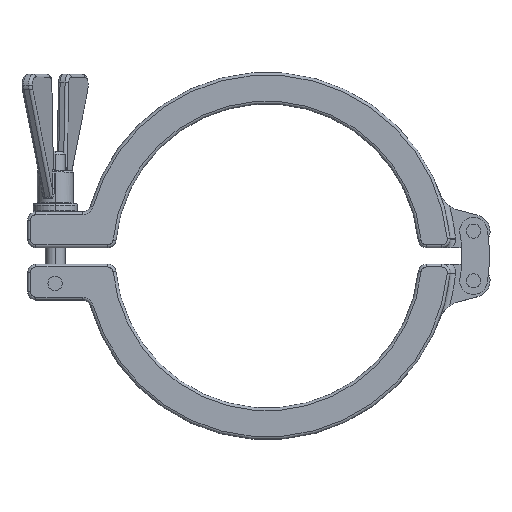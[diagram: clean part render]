
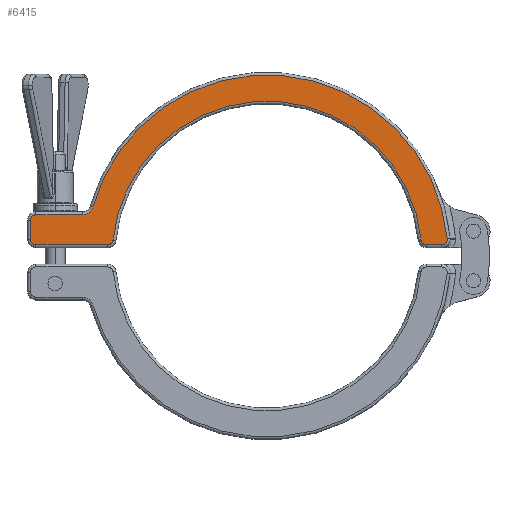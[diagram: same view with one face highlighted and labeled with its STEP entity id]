
A CAD part, top view. The second image highlights one B-rep face of the part: STEP entity #6415.
In plain terms, the highlighted planar face has unit normal (0, 0, 1).
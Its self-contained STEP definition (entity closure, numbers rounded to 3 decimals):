
#4748 = CARTESIAN_POINT ( 'NONE',  ( -84., 13., 8.5 ) ) ;
#4749 = PLANE ( 'NONE',  #4798 ) ;
#4750 = FACE_OUTER_BOUND ( 'NONE', #7035, .T. ) ;
#4796 = DIRECTION ( 'NONE',  ( -1., 0., 0. ) ) ;
#4797 = DIRECTION ( 'NONE',  ( 0., 0., -1. ) ) ;
#4798 = AXIS2_PLACEMENT_3D ( 'NONE', #4748, #4797, #4796 ) ;
#6415 = ADVANCED_FACE ( 'NONE', ( #4750 ), #4749, .F. ) ;
#7035 = EDGE_LOOP ( 'NONE', ( #7098, #7102, #7105, #7108, #7111, #7084, #7087, #7090, #7093, #7096, #7158, #7161 ) ) ;
#7083 = VERTEX_POINT ( 'NONE', #10322 ) ;
#7084 = ORIENTED_EDGE ( 'NONE', *, *, #7085, .T. ) ;
#7085 = EDGE_CURVE ( 'NONE', #7083, #7086, #10321, .T. ) ;
#7086 = VERTEX_POINT ( 'NONE', #10316 ) ;
#7087 = ORIENTED_EDGE ( 'NONE', *, *, #7088, .T. ) ;
#7088 = EDGE_CURVE ( 'NONE', #7086, #7089, #10315, .T. ) ;
#7089 = VERTEX_POINT ( 'NONE', #10311 ) ;
#7090 = ORIENTED_EDGE ( 'NONE', *, *, #7091, .T. ) ;
#7091 = EDGE_CURVE ( 'NONE', #7089, #7092, #10310, .T. ) ;
#7092 = VERTEX_POINT ( 'NONE', #10305 ) ;
#7093 = ORIENTED_EDGE ( 'NONE', *, *, #7094, .T. ) ;
#7094 = EDGE_CURVE ( 'NONE', #7092, #7095, #10304, .T. ) ;
#7095 = VERTEX_POINT ( 'NONE', #10300 ) ;
#7096 = ORIENTED_EDGE ( 'NONE', *, *, #7097, .T. ) ;
#7097 = EDGE_CURVE ( 'NONE', #7095, #7157, #10361, .T. ) ;
#7098 = ORIENTED_EDGE ( 'NONE', *, *, #7099, .T. ) ;
#7099 = EDGE_CURVE ( 'NONE', #7100, #7101, #10362, .T. ) ;
#7100 = VERTEX_POINT ( 'NONE', #10353 ) ;
#7101 = VERTEX_POINT ( 'NONE', #10352 ) ;
#7102 = ORIENTED_EDGE ( 'NONE', *, *, #7103, .T. ) ;
#7103 = EDGE_CURVE ( 'NONE', #7101, #7104, #10351, .T. ) ;
#7104 = VERTEX_POINT ( 'NONE', #10346 ) ;
#7105 = ORIENTED_EDGE ( 'NONE', *, *, #7106, .T. ) ;
#7106 = EDGE_CURVE ( 'NONE', #7104, #7107, #10345, .T. ) ;
#7107 = VERTEX_POINT ( 'NONE', #10340 ) ;
#7108 = ORIENTED_EDGE ( 'NONE', *, *, #7109, .T. ) ;
#7109 = EDGE_CURVE ( 'NONE', #7107, #7110, #10339, .T. ) ;
#7110 = VERTEX_POINT ( 'NONE', #10334 ) ;
#7111 = ORIENTED_EDGE ( 'NONE', *, *, #7112, .T. ) ;
#7112 = EDGE_CURVE ( 'NONE', #7110, #7083, #10391, .T. ) ;
#7157 = VERTEX_POINT ( 'NONE', #10423 ) ;
#7158 = ORIENTED_EDGE ( 'NONE', *, *, #7159, .T. ) ;
#7159 = EDGE_CURVE ( 'NONE', #7157, #7160, #10480, .T. ) ;
#7160 = VERTEX_POINT ( 'NONE', #10475 ) ;
#7161 = ORIENTED_EDGE ( 'NONE', *, *, #7162, .T. ) ;
#7162 = EDGE_CURVE ( 'NONE', #7160, #7100, #10474, .T. ) ;
#10300 = CARTESIAN_POINT ( 'NONE',  ( -57.94, 4., 8.5 ) ) ;
#10301 = DIRECTION ( 'NONE',  ( 1., 0., 0. ) ) ;
#10302 = VECTOR ( 'NONE', #10301, 1000. ) ;
#10303 = CARTESIAN_POINT ( 'NONE',  ( -84., 4., 8.5 ) ) ;
#10304 = LINE ( 'NONE', #10303, #10302 ) ;
#10305 = CARTESIAN_POINT ( 'NONE',  ( -84., 4., 8.5 ) ) ;
#10306 = DIRECTION ( 'NONE',  ( -1., 0., 0. ) ) ;
#10307 = DIRECTION ( 'NONE',  ( 0., 0., 1. ) ) ;
#10308 = CARTESIAN_POINT ( 'NONE',  ( -84., 6., 8.5 ) ) ;
#10309 = AXIS2_PLACEMENT_3D ( 'NONE', #10308, #10307, #10306 ) ;
#10310 = CIRCLE ( 'NONE', #10309, 2. ) ;
#10311 = CARTESIAN_POINT ( 'NONE',  ( -86., 6., 8.5 ) ) ;
#10312 = DIRECTION ( 'NONE',  ( 0., -1., 0. ) ) ;
#10313 = VECTOR ( 'NONE', #10312, 1000. ) ;
#10314 = CARTESIAN_POINT ( 'NONE',  ( -86., 13., 8.5 ) ) ;
#10315 = LINE ( 'NONE', #10314, #10313 ) ;
#10316 = CARTESIAN_POINT ( 'NONE',  ( -86., 13., 8.5 ) ) ;
#10317 = DIRECTION ( 'NONE',  ( -1., 0., 0. ) ) ;
#10318 = DIRECTION ( 'NONE',  ( 0., 0., 1. ) ) ;
#10319 = CARTESIAN_POINT ( 'NONE',  ( -84., 13., 8.5 ) ) ;
#10320 = AXIS2_PLACEMENT_3D ( 'NONE', #10319, #10318, #10317 ) ;
#10321 = CIRCLE ( 'NONE', #10320, 2. ) ;
#10322 = CARTESIAN_POINT ( 'NONE',  ( -84., 15., 8.5 ) ) ;
#10334 = CARTESIAN_POINT ( 'NONE',  ( -67.112, 15., 8.5 ) ) ;
#10335 = DIRECTION ( 'NONE',  ( -1., 0., 0. ) ) ;
#10336 = DIRECTION ( 'NONE',  ( 0., 0., -1. ) ) ;
#10337 = CARTESIAN_POINT ( 'NONE',  ( -67.112, 19., 8.5 ) ) ;
#10338 = AXIS2_PLACEMENT_3D ( 'NONE', #10337, #10336, #10335 ) ;
#10339 = CIRCLE ( 'NONE', #10338, 4. ) ;
#10340 = CARTESIAN_POINT ( 'NONE',  ( -63.264, 17.91, 8.5 ) ) ;
#10341 = DIRECTION ( 'NONE',  ( -1., 0., 0. ) ) ;
#10342 = DIRECTION ( 'NONE',  ( 0., 0., 1. ) ) ;
#10343 = CARTESIAN_POINT ( 'NONE',  ( 0., 0., 8.5 ) ) ;
#10344 = AXIS2_PLACEMENT_3D ( 'NONE', #10343, #10342, #10341 ) ;
#10345 = CIRCLE ( 'NONE', #10344, 65.75 ) ;
#10346 = CARTESIAN_POINT ( 'NONE',  ( 65.458, 6.188, 8.5 ) ) ;
#10347 = DIRECTION ( 'NONE',  ( -1., 0., 0. ) ) ;
#10348 = DIRECTION ( 'NONE',  ( 0., 0., 1. ) ) ;
#10349 = CARTESIAN_POINT ( 'NONE',  ( 63.467, 6., 8.5 ) ) ;
#10350 = AXIS2_PLACEMENT_3D ( 'NONE', #10349, #10348, #10347 ) ;
#10351 = CIRCLE ( 'NONE', #10350, 2. ) ;
#10352 = CARTESIAN_POINT ( 'NONE',  ( 63.467, 4., 8.5 ) ) ;
#10353 = CARTESIAN_POINT ( 'NONE',  ( 57.94, 4., 8.5 ) ) ;
#10354 = DIRECTION ( 'NONE',  ( 1., 0., 0. ) ) ;
#10355 = VECTOR ( 'NONE', #10354, 1000. ) ;
#10356 = CARTESIAN_POINT ( 'NONE',  ( -84., 4., 8.5 ) ) ;
#10357 = DIRECTION ( 'NONE',  ( -1., 0., 0. ) ) ;
#10358 = DIRECTION ( 'NONE',  ( 0., 0., 1. ) ) ;
#10359 = CARTESIAN_POINT ( 'NONE',  ( -57.94, 6., 8.5 ) ) ;
#10360 = AXIS2_PLACEMENT_3D ( 'NONE', #10359, #10358, #10357 ) ;
#10361 = CIRCLE ( 'NONE', #10360, 2. ) ;
#10362 = LINE ( 'NONE', #10356, #10355 ) ;
#10388 = DIRECTION ( 'NONE',  ( -1., 0., 0. ) ) ;
#10389 = VECTOR ( 'NONE', #10388, 1000. ) ;
#10390 = CARTESIAN_POINT ( 'NONE',  ( -84., 15., 8.5 ) ) ;
#10391 = LINE ( 'NONE', #10390, #10389 ) ;
#10423 = CARTESIAN_POINT ( 'NONE',  ( -55.951, 5.794, 8.5 ) ) ;
#10470 = DIRECTION ( 'NONE',  ( -1., 0., 0. ) ) ;
#10471 = DIRECTION ( 'NONE',  ( 0., 0., 1. ) ) ;
#10472 = CARTESIAN_POINT ( 'NONE',  ( 57.94, 6., 8.5 ) ) ;
#10473 = AXIS2_PLACEMENT_3D ( 'NONE', #10472, #10471, #10470 ) ;
#10474 = CIRCLE ( 'NONE', #10473, 2. ) ;
#10475 = CARTESIAN_POINT ( 'NONE',  ( 55.951, 5.794, 8.5 ) ) ;
#10476 = DIRECTION ( 'NONE',  ( -1., 0., 0. ) ) ;
#10477 = DIRECTION ( 'NONE',  ( 0., 0., -1. ) ) ;
#10478 = CARTESIAN_POINT ( 'NONE',  ( 0., 0., 8.5 ) ) ;
#10479 = AXIS2_PLACEMENT_3D ( 'NONE', #10478, #10477, #10476 ) ;
#10480 = CIRCLE ( 'NONE', #10479, 56.25 ) ;
